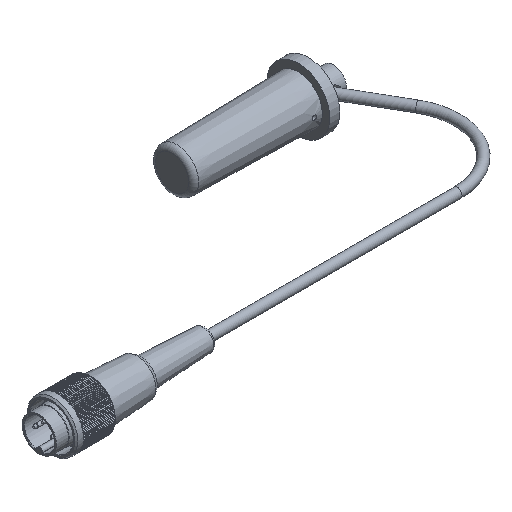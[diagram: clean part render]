
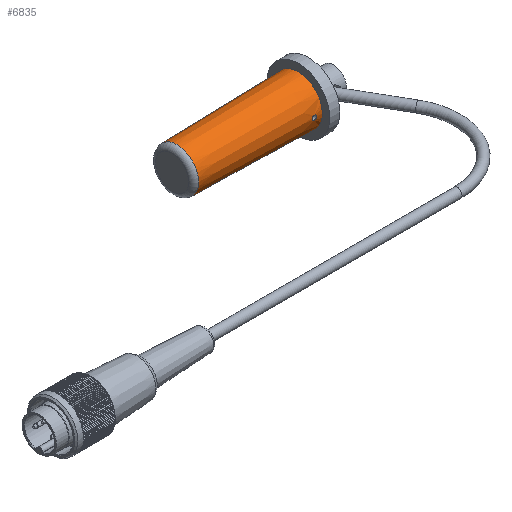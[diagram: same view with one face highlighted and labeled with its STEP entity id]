
A CAD part, isometric view. The second image highlights one B-rep face of the part: STEP entity #6835.
In plain terms, the highlighted conical face has half-angle 1.146 degrees and reference radius 9 mm.
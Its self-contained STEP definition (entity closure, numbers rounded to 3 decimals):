
#1261=CONICAL_SURFACE('',#7236,9.,0.02);
#1590=CIRCLE('',#7234,8.539);
#1591=CIRCLE('',#7237,9.5);
#1939=FACE_BOUND('',#2378,.T.);
#1940=FACE_BOUND('',#2379,.T.);
#1941=FACE_BOUND('',#2380,.T.);
#1998=FACE_OUTER_BOUND('',#2377,.T.);
#2377=EDGE_LOOP('',(#4471));
#2378=EDGE_LOOP('',(#4472));
#2379=EDGE_LOOP('',(#4473));
#2380=EDGE_LOOP('',(#4474));
#2805=B_SPLINE_CURVE_WITH_KNOTS('',3,(#10022,#10023,#10024,#10025,#10026,
#10027,#10028,#10029,#10030,#10031,#10032,#10033,#10034,#10035,#10036,#10037,
#10038,#10039,#10040,#10041,#10042,#10043,#10044,#10045,#10046,#10047,#10048,
#10049,#10050,#10051,#10052,#10053,#10054,#10055),.UNSPECIFIED.,.T.,.F.,
(4,2,2,2,2,2,2,2,2,2,2,2,2,2,2,2,4),(0.,0.032,0.064,
0.096,0.128,0.16,0.192,
0.224,0.256,0.288,0.32,
0.352,0.384,0.416,0.448,
0.481,0.513),.UNSPECIFIED.);
#2806=B_SPLINE_CURVE_WITH_KNOTS('',3,(#10058,#10059,#10060,#10061,#10062,
#10063,#10064,#10065,#10066,#10067,#10068,#10069,#10070,#10071,#10072,#10073,
#10074,#10075,#10076,#10077,#10078,#10079,#10080,#10081,#10082,#10083,#10084,
#10085,#10086,#10087,#10088,#10089,#10090,#10091),.UNSPECIFIED.,.T.,.F.,
(4,2,2,2,2,2,2,2,2,2,2,2,2,2,2,2,4),(0.,0.032,0.064,
0.096,0.128,0.16,0.193,
0.225,0.257,0.289,0.321,
0.353,0.385,0.417,0.449,0.481,
0.513),.UNSPECIFIED.);
#2825=VERTEX_POINT('',#10021);
#2826=VERTEX_POINT('',#10057);
#2829=VERTEX_POINT('',#10130);
#2830=VERTEX_POINT('',#10134);
#3487=EDGE_CURVE('',#2825,#2825,#2805,.T.);
#3488=EDGE_CURVE('',#2826,#2826,#2806,.T.);
#3491=EDGE_CURVE('',#2829,#2829,#1590,.T.);
#3492=EDGE_CURVE('',#2830,#2830,#1591,.T.);
#4471=ORIENTED_EDGE('',*,*,#3492,.F.);
#4472=ORIENTED_EDGE('',*,*,#3488,.T.);
#4473=ORIENTED_EDGE('',*,*,#3487,.T.);
#4474=ORIENTED_EDGE('',*,*,#3491,.F.);
#6835=ADVANCED_FACE('',(#1998,#1939,#1940,#1941),#1261,.T.);
#7234=AXIS2_PLACEMENT_3D('',#10131,#7952,#7953);
#7236=AXIS2_PLACEMENT_3D('',#10133,#7956,#7957);
#7237=AXIS2_PLACEMENT_3D('',#10135,#7958,#7959);
#7952=DIRECTION('center_axis',(-1.,0.,0.));
#7953=DIRECTION('ref_axis',(0.,-1.,0.));
#7956=DIRECTION('center_axis',(1.,0.,0.));
#7957=DIRECTION('ref_axis',(0.,1.,0.));
#7958=DIRECTION('center_axis',(1.,0.,0.));
#7959=DIRECTION('ref_axis',(0.,0.,-1.));
#10021=CARTESIAN_POINT('',(-7.002,-9.402,-0.85));
#10022=CARTESIAN_POINT('Ctrl Pts',(-7.002,-9.402,
-0.85));
#10023=CARTESIAN_POINT('Ctrl Pts',(-7.108,-9.4,
-0.85));
#10024=CARTESIAN_POINT('Ctrl Pts',(-7.222,-9.399,
-0.828));
#10025=CARTESIAN_POINT('Ctrl Pts',(-7.431,-9.402,
-0.741));
#10026=CARTESIAN_POINT('Ctrl Pts',(-7.526,-9.406,
-0.676));
#10027=CARTESIAN_POINT('Ctrl Pts',(-7.677,-9.412,-0.525));
#10028=CARTESIAN_POINT('Ctrl Pts',(-7.742,-9.416,
-0.43));
#10029=CARTESIAN_POINT('Ctrl Pts',(-7.829,-9.421,
-0.22));
#10030=CARTESIAN_POINT('Ctrl Pts',(-7.85,-9.423,-0.107));
#10031=CARTESIAN_POINT('Ctrl Pts',(-7.85,-9.423,0.107));
#10032=CARTESIAN_POINT('Ctrl Pts',(-7.829,-9.421,
0.22));
#10033=CARTESIAN_POINT('Ctrl Pts',(-7.742,-9.416,
0.43));
#10034=CARTESIAN_POINT('Ctrl Pts',(-7.677,-9.412,0.525));
#10035=CARTESIAN_POINT('Ctrl Pts',(-7.526,-9.406,
0.676));
#10036=CARTESIAN_POINT('Ctrl Pts',(-7.431,-9.402,
0.741));
#10037=CARTESIAN_POINT('Ctrl Pts',(-7.222,-9.399,
0.828));
#10038=CARTESIAN_POINT('Ctrl Pts',(-7.108,-9.4,
0.85));
#10039=CARTESIAN_POINT('Ctrl Pts',(-6.895,-9.404,
0.85));
#10040=CARTESIAN_POINT('Ctrl Pts',(-6.781,-9.408,
0.829));
#10041=CARTESIAN_POINT('Ctrl Pts',(-6.571,-9.419,
0.742));
#10042=CARTESIAN_POINT('Ctrl Pts',(-6.475,-9.427,
0.677));
#10043=CARTESIAN_POINT('Ctrl Pts',(-6.324,-9.439,
0.526));
#10044=CARTESIAN_POINT('Ctrl Pts',(-6.258,-9.446,
0.431));
#10045=CARTESIAN_POINT('Ctrl Pts',(-6.171,-9.455,
0.221));
#10046=CARTESIAN_POINT('Ctrl Pts',(-6.15,-9.457,0.107));
#10047=CARTESIAN_POINT('Ctrl Pts',(-6.15,-9.457,-0.107));
#10048=CARTESIAN_POINT('Ctrl Pts',(-6.171,-9.455,
-0.221));
#10049=CARTESIAN_POINT('Ctrl Pts',(-6.258,-9.446,
-0.431));
#10050=CARTESIAN_POINT('Ctrl Pts',(-6.324,-9.439,
-0.526));
#10051=CARTESIAN_POINT('Ctrl Pts',(-6.475,-9.427,
-0.677));
#10052=CARTESIAN_POINT('Ctrl Pts',(-6.571,-9.419,
-0.742));
#10053=CARTESIAN_POINT('Ctrl Pts',(-6.781,-9.408,
-0.829));
#10054=CARTESIAN_POINT('Ctrl Pts',(-6.895,-9.404,
-0.85));
#10055=CARTESIAN_POINT('Ctrl Pts',(-7.002,-9.402,
-0.85));
#10057=CARTESIAN_POINT('',(-7.002,9.402,-0.85));
#10058=CARTESIAN_POINT('Ctrl Pts',(-7.002,9.402,-0.85));
#10059=CARTESIAN_POINT('Ctrl Pts',(-6.895,9.404,-0.85));
#10060=CARTESIAN_POINT('Ctrl Pts',(-6.781,9.408,-0.829));
#10061=CARTESIAN_POINT('Ctrl Pts',(-6.571,9.419,-0.742));
#10062=CARTESIAN_POINT('Ctrl Pts',(-6.475,9.427,-0.677));
#10063=CARTESIAN_POINT('Ctrl Pts',(-6.324,9.439,-0.526));
#10064=CARTESIAN_POINT('Ctrl Pts',(-6.258,9.446,-0.431));
#10065=CARTESIAN_POINT('Ctrl Pts',(-6.171,9.455,-0.221));
#10066=CARTESIAN_POINT('Ctrl Pts',(-6.15,9.457,-0.107));
#10067=CARTESIAN_POINT('Ctrl Pts',(-6.15,9.457,0.107));
#10068=CARTESIAN_POINT('Ctrl Pts',(-6.171,9.455,0.221));
#10069=CARTESIAN_POINT('Ctrl Pts',(-6.258,9.446,0.431));
#10070=CARTESIAN_POINT('Ctrl Pts',(-6.324,9.439,0.526));
#10071=CARTESIAN_POINT('Ctrl Pts',(-6.475,9.427,0.677));
#10072=CARTESIAN_POINT('Ctrl Pts',(-6.571,9.419,0.742));
#10073=CARTESIAN_POINT('Ctrl Pts',(-6.781,9.408,0.829));
#10074=CARTESIAN_POINT('Ctrl Pts',(-6.895,9.404,0.85));
#10075=CARTESIAN_POINT('Ctrl Pts',(-7.108,9.4,0.85));
#10076=CARTESIAN_POINT('Ctrl Pts',(-7.222,9.399,0.828));
#10077=CARTESIAN_POINT('Ctrl Pts',(-7.431,9.402,0.741));
#10078=CARTESIAN_POINT('Ctrl Pts',(-7.526,9.406,0.676));
#10079=CARTESIAN_POINT('Ctrl Pts',(-7.677,9.412,0.525));
#10080=CARTESIAN_POINT('Ctrl Pts',(-7.742,9.416,0.43));
#10081=CARTESIAN_POINT('Ctrl Pts',(-7.829,9.421,0.22));
#10082=CARTESIAN_POINT('Ctrl Pts',(-7.85,9.423,0.107));
#10083=CARTESIAN_POINT('Ctrl Pts',(-7.85,9.423,-0.107));
#10084=CARTESIAN_POINT('Ctrl Pts',(-7.829,9.421,-0.22));
#10085=CARTESIAN_POINT('Ctrl Pts',(-7.742,9.416,-0.43));
#10086=CARTESIAN_POINT('Ctrl Pts',(-7.677,9.412,-0.525));
#10087=CARTESIAN_POINT('Ctrl Pts',(-7.526,9.406,-0.676));
#10088=CARTESIAN_POINT('Ctrl Pts',(-7.431,9.402,-0.741));
#10089=CARTESIAN_POINT('Ctrl Pts',(-7.222,9.399,-0.828));
#10090=CARTESIAN_POINT('Ctrl Pts',(-7.108,9.4,-0.85));
#10091=CARTESIAN_POINT('Ctrl Pts',(-7.002,9.402,-0.85));
#10130=CARTESIAN_POINT('',(-52.04,8.539,0.));
#10131=CARTESIAN_POINT('Origin',(-52.04,0.,
0.));
#10133=CARTESIAN_POINT('Origin',(-29.,0.,0.));
#10134=CARTESIAN_POINT('',(-4.,9.5,0.));
#10135=CARTESIAN_POINT('Origin',(-4.,0.,
0.));
